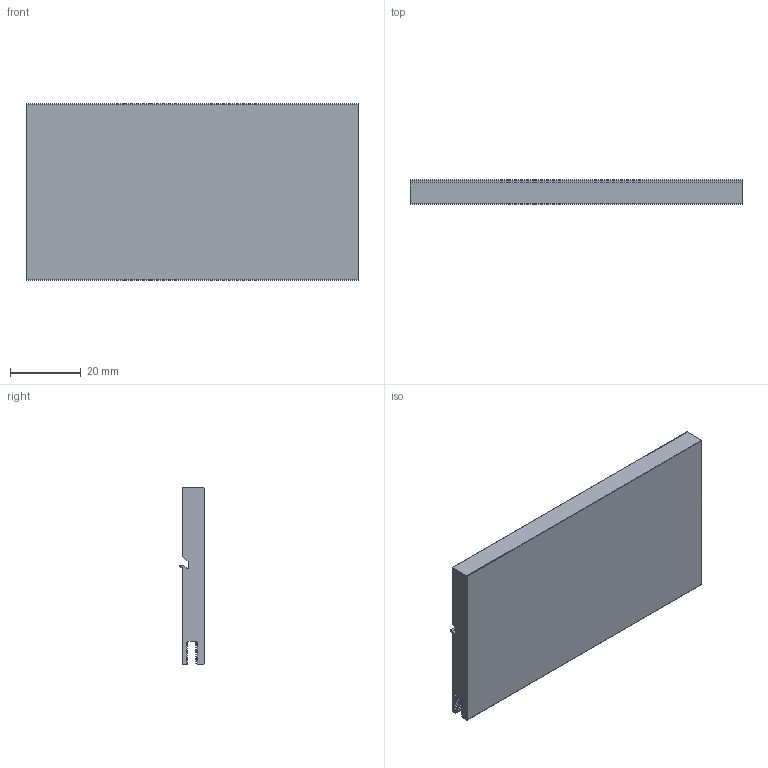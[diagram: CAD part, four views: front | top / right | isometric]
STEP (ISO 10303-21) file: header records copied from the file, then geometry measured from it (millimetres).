
FILE_DESCRIPTION(('FreeCAD Model'),'2;1');
FILE_NAME('HSINK-ALUTRONIC-PR101-94-M3.step','2018-09-10T13:13:24',('kicad StepUp'),('ksu MCAD' ),'Open CASCADE STEP processor 7.3','FreeCAD','Unknown');
FILE_SCHEMA(('AUTOMOTIVE_DESIGN { 1 0 10303 214 1 1 1 1 }'));
Length unit declared in the file: millimetre
Products named in the file (1): HSINK-ALUTRONIC-PR101-94-M3
Bounding box: 94 x 6.8 x 50 mm (x, y, z)
Volume: 26294.9 mm3; surface area: 13630.1 mm2
Topology: 1 solids, 1 shells, 134 faces, 396 edges, 264 vertices
Faces by surface type: plane 69, cylinder 65
Entity records: 4531 total; most frequent: DIRECTION 796, CARTESIAN_POINT 795, ORIENTED_EDGE 792, EDGE_CURVE 396, LINE 266, VECTOR 266, AXIS2_PLACEMENT_3D 265, VERTEX_POINT 264
